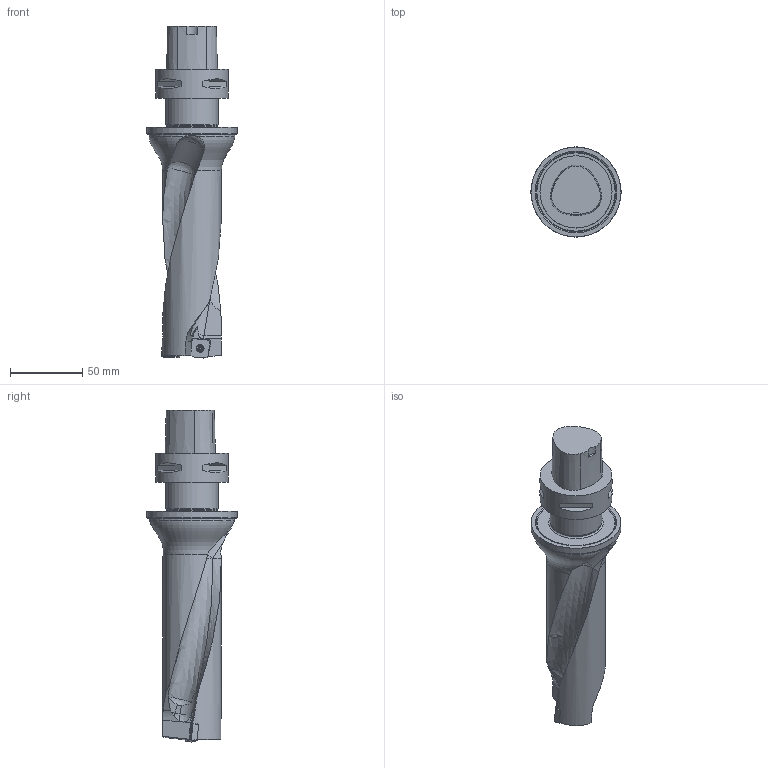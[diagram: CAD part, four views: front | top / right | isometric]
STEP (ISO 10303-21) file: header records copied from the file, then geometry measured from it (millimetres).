
FILE_DESCRIPTION(/* description */ (''),/* implementation_level */ '2;1');
FILE_NAME(/* name */ 'toolassembly_1.stp',/* time_stamp */ '2020-07-08T12:27:37+02:00',/* author */ (''),/* organization */ ('SMS'),/* preprocessor_version */ 'ST-DEVELOPER v16.7',/* originating_system */ 'SIEMENS PLM Software NX 12.0',/* authorisation */ '');
FILE_SCHEMA (('AUTOMOTIVE_DESIGN { 1 0 10303 214 3 1 1 1 }'));
Length unit declared in the file: millimetre
Products named in the file (5): CUT_20200708122413; CUT_20200708122411; NOCUT_20200708122400; ASSEMBLY_CONSTRUCTION; TOOLASSEMBLY_1
Assembly tree (4 placements, depth 2):
  TOOLASSEMBLY_1
    ASSEMBLY_CONSTRUCTION
    NOCUT_20200708122400
    CUT_20200708122411
    CUT_20200708122413
Bounding box: 62.5 x 62.5 x 229.99 mm (x, y, z)
Volume: 237153.9 mm3; surface area: 41378.6 mm2
Topology: 3 solids, 3 shells, 266 faces, 703 edges, 457 vertices
Faces by surface type: plane 105, cylinder 62, cone 29, extrusion 24, bspline 22, torus 12, sphere 10, revolution 2
Full cylindrical faces by diameter (mm): 3 x2, 4 x2, 4.8 x2, 35.676 x1, 36.068 x1, 50 x1, 59.5 x1, 62.5 x1
Entity records: 11713 total; most frequent: CARTESIAN_POINT 5273, ORIENTED_EDGE 1296, DIRECTION 1262, EDGE_CURVE 648, AXIS2_PLACEMENT_3D 499, VERTEX_POINT 434, EDGE_LOOP 314, ADVANCED_FACE 266
